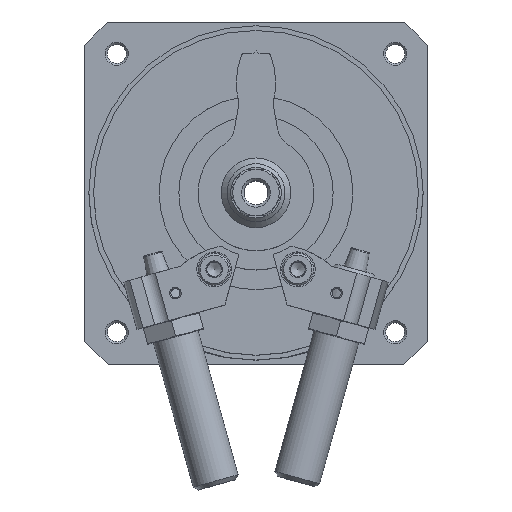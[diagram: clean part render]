
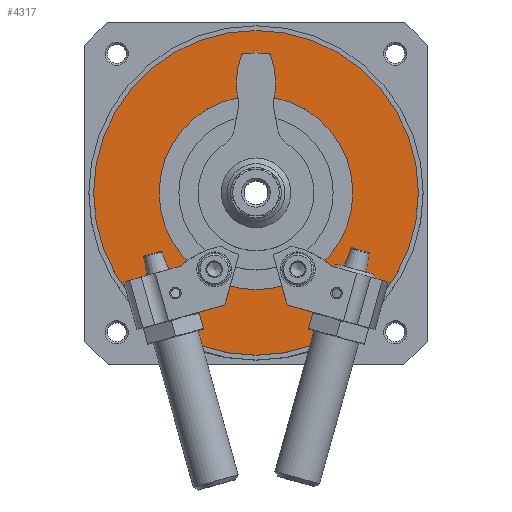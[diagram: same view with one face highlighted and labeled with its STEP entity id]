
A CAD part, top view. The second image highlights one B-rep face of the part: STEP entity #4317.
In plain terms, the highlighted face is planar.
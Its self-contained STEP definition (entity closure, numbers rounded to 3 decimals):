
#189=PLANE('',#4968);
#870=ORIENTED_EDGE('',*,*,#1944,.F.);
#871=ORIENTED_EDGE('',*,*,#1945,.T.);
#1944=EDGE_CURVE('',#2491,#2491,#2907,.T.);
#1945=EDGE_CURVE('',#2492,#2492,#2908,.T.);
#2491=VERTEX_POINT('',#7140);
#2492=VERTEX_POINT('',#7142);
#2907=CIRCLE('',#4969,28.);
#2908=CIRCLE('',#4970,16.7);
#3220=EDGE_LOOP('',(#870));
#3221=EDGE_LOOP('',(#871));
#3731=FACE_BOUND('',#3220,.T.);
#3732=FACE_BOUND('',#3221,.T.);
#4317=ADVANCED_FACE('',(#3731,#3732),#189,.F.);
#4968=AXIS2_PLACEMENT_3D('',#7138,#5667,#5668);
#4969=AXIS2_PLACEMENT_3D('',#7139,#5669,#5670);
#4970=AXIS2_PLACEMENT_3D('',#7141,#5671,#5672);
#5667=DIRECTION('',(1.,0.,0.));
#5668=DIRECTION('',(0.,0.,-1.));
#5669=DIRECTION('',(1.,0.,0.));
#5670=DIRECTION('',(0.,0.,-1.));
#5671=DIRECTION('',(1.,0.,0.));
#5672=DIRECTION('',(0.,0.,-1.));
#7138=CARTESIAN_POINT('',(-31.,0.,0.));
#7139=CARTESIAN_POINT('',(-31.,0.,0.));
#7140=CARTESIAN_POINT('',(-31.,0.,-28.));
#7141=CARTESIAN_POINT('',(-31.,0.,0.));
#7142=CARTESIAN_POINT('',(-31.,0.,-16.7));
